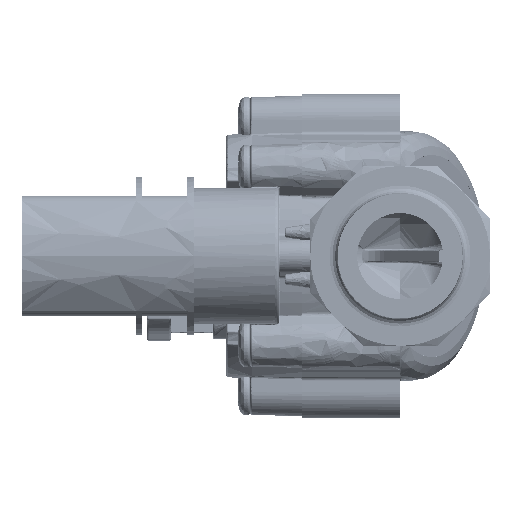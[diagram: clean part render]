
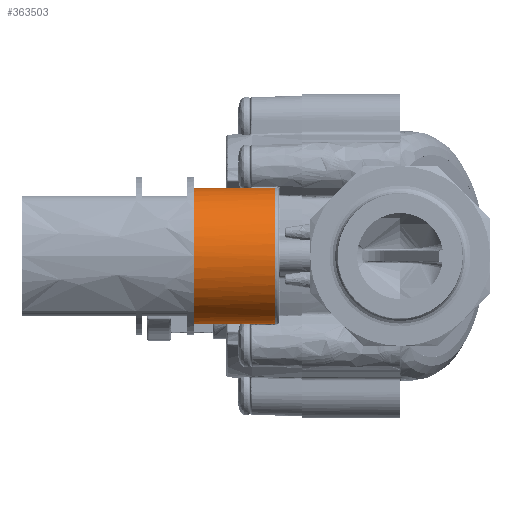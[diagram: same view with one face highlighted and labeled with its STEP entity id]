
A CAD part, left-side view. The second image highlights one B-rep face of the part: STEP entity #363503.
In plain terms, the highlighted free-form (B-spline) face has degree [2, 1] with [5, 2] control points.
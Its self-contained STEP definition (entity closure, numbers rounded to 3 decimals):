
#363503 = ADVANCED_FACE('',(#363504),#363552,.T.);
#363504 = FACE_BOUND('',#363505,.T.);
#363505 = EDGE_LOOP('',(#363506,#363515,#363523,#363531,#363538,#363546)
  );
#363506 = ORIENTED_EDGE('',*,*,#363507,.T.);
#363507 = EDGE_CURVE('',#363508,#363510,#363512,.T.);
#363508 = VERTEX_POINT('',#363509);
#363509 = CARTESIAN_POINT('',(-35.294,35.14,
    19.236));
#363510 = VERTEX_POINT('',#363511);
#363511 = CARTESIAN_POINT('',(-35.294,58.052,
    19.236));
#363512 = B_SPLINE_CURVE_WITH_KNOTS('',1,(#363513,#363514),
  .UNSPECIFIED.,.F.,.F.,(2,2),(0.,1.),
  .PIECEWISE_BEZIER_KNOTS.);
#363513 = CARTESIAN_POINT('',(-35.294,35.14,
    19.236));
#363514 = CARTESIAN_POINT('',(-35.294,58.052,
    19.236));
#363515 = ORIENTED_EDGE('',*,*,#363516,.T.);
#363516 = EDGE_CURVE('',#363510,#363517,#363519,.T.);
#363517 = VERTEX_POINT('',#363518);
#363518 = CARTESIAN_POINT('',(-54.53,58.052,
    0.));
#363519 = ( BOUNDED_CURVE() B_SPLINE_CURVE(2,(#363520,#363521,#363522),
.UNSPECIFIED.,.F.,.F.) B_SPLINE_CURVE_WITH_KNOTS((3,3),(
0.,1.571),.PIECEWISE_BEZIER_KNOTS.) CURVE() 
GEOMETRIC_REPRESENTATION_ITEM() RATIONAL_B_SPLINE_CURVE((1.,
0.707,1.)) REPRESENTATION_ITEM('') );
#363520 = CARTESIAN_POINT('',(-35.294,58.052,
    19.236));
#363521 = CARTESIAN_POINT('',(-54.53,58.052,
    19.236));
#363522 = CARTESIAN_POINT('',(-54.53,58.052,
    0.));
#363523 = ORIENTED_EDGE('',*,*,#363524,.T.);
#363524 = EDGE_CURVE('',#363517,#363525,#363527,.T.);
#363525 = VERTEX_POINT('',#363526);
#363526 = CARTESIAN_POINT('',(-35.294,58.052,
    -19.236));
#363527 = ( BOUNDED_CURVE() B_SPLINE_CURVE(2,(#363528,#363529,#363530),
.UNSPECIFIED.,.F.,.F.) B_SPLINE_CURVE_WITH_KNOTS((3,3),(1.571,
3.142),.PIECEWISE_BEZIER_KNOTS.) CURVE() 
GEOMETRIC_REPRESENTATION_ITEM() RATIONAL_B_SPLINE_CURVE((1.,
0.707,1.)) REPRESENTATION_ITEM('') );
#363528 = CARTESIAN_POINT('',(-54.53,58.052,
    0.));
#363529 = CARTESIAN_POINT('',(-54.53,58.052,
    -19.236));
#363530 = CARTESIAN_POINT('',(-35.294,58.052,
    -19.236));
#363531 = ORIENTED_EDGE('',*,*,#363532,.T.);
#363532 = EDGE_CURVE('',#363525,#363533,#363535,.T.);
#363533 = VERTEX_POINT('',#363534);
#363534 = CARTESIAN_POINT('',(-35.294,35.14,
    -19.236));
#363535 = B_SPLINE_CURVE_WITH_KNOTS('',1,(#363536,#363537),
  .UNSPECIFIED.,.F.,.F.,(2,2),(0.,1.),.PIECEWISE_BEZIER_KNOTS.);
#363536 = CARTESIAN_POINT('',(-35.294,58.052,
    -19.236));
#363537 = CARTESIAN_POINT('',(-35.294,35.14,
    -19.236));
#363538 = ORIENTED_EDGE('',*,*,#363539,.T.);
#363539 = EDGE_CURVE('',#363533,#363540,#363542,.T.);
#363540 = VERTEX_POINT('',#363541);
#363541 = CARTESIAN_POINT('',(-54.53,35.14,
    0.));
#363542 = ( BOUNDED_CURVE() B_SPLINE_CURVE(2,(#363543,#363544,#363545),
.UNSPECIFIED.,.F.,.F.) B_SPLINE_CURVE_WITH_KNOTS((3,3),(
0.,1.571),.PIECEWISE_BEZIER_KNOTS.) CURVE() 
GEOMETRIC_REPRESENTATION_ITEM() RATIONAL_B_SPLINE_CURVE((1.,
0.707,1.)) REPRESENTATION_ITEM('') );
#363543 = CARTESIAN_POINT('',(-35.294,35.14,
    -19.236));
#363544 = CARTESIAN_POINT('',(-54.53,35.14,
    -19.236));
#363545 = CARTESIAN_POINT('',(-54.53,35.14,
    0.));
#363546 = ORIENTED_EDGE('',*,*,#363547,.T.);
#363547 = EDGE_CURVE('',#363540,#363508,#363548,.T.);
#363548 = ( BOUNDED_CURVE() B_SPLINE_CURVE(2,(#363549,#363550,#363551),
.UNSPECIFIED.,.F.,.F.) B_SPLINE_CURVE_WITH_KNOTS((3,3),(1.571,
3.142),.PIECEWISE_BEZIER_KNOTS.) CURVE() 
GEOMETRIC_REPRESENTATION_ITEM() RATIONAL_B_SPLINE_CURVE((1.,
0.707,1.)) REPRESENTATION_ITEM('') );
#363549 = CARTESIAN_POINT('',(-54.53,35.14,
    0.));
#363550 = CARTESIAN_POINT('',(-54.53,35.14,
    19.236));
#363551 = CARTESIAN_POINT('',(-35.294,35.14,
    19.236));
#363552 = ( BOUNDED_SURFACE() B_SPLINE_SURFACE(2,1,(
    (#363553,#363554)
    ,(#363555,#363556)
    ,(#363557,#363558)
    ,(#363559,#363560)
    ,(#363561,#363562
)),.UNSPECIFIED.,.F.,.F.,.F.) B_SPLINE_SURFACE_WITH_KNOTS((3,2,3),(2,2),
  (3.142,4.712,6.283),(0.,20.844),
.PIECEWISE_BEZIER_KNOTS.) GEOMETRIC_REPRESENTATION_ITEM() 
RATIONAL_B_SPLINE_SURFACE((
    (1.,1.)
    ,(0.707,0.707)
    ,(1.,1.)
    ,(0.707,0.707)
,(1.,1.))) REPRESENTATION_ITEM('') SURFACE() );
#363553 = CARTESIAN_POINT('',(-35.294,35.14,
    -19.236));
#363554 = CARTESIAN_POINT('',(-35.294,58.052,
    -19.236));
#363555 = CARTESIAN_POINT('',(-54.53,35.14,
    -19.236));
#363556 = CARTESIAN_POINT('',(-54.53,58.052,
    -19.236));
#363557 = CARTESIAN_POINT('',(-54.53,35.14,
    0.));
#363558 = CARTESIAN_POINT('',(-54.53,58.052,
    0.));
#363559 = CARTESIAN_POINT('',(-54.53,35.14,
    19.236));
#363560 = CARTESIAN_POINT('',(-54.53,58.052,
    19.236));
#363561 = CARTESIAN_POINT('',(-35.294,35.14,
    19.236));
#363562 = CARTESIAN_POINT('',(-35.294,58.052,
    19.236));
